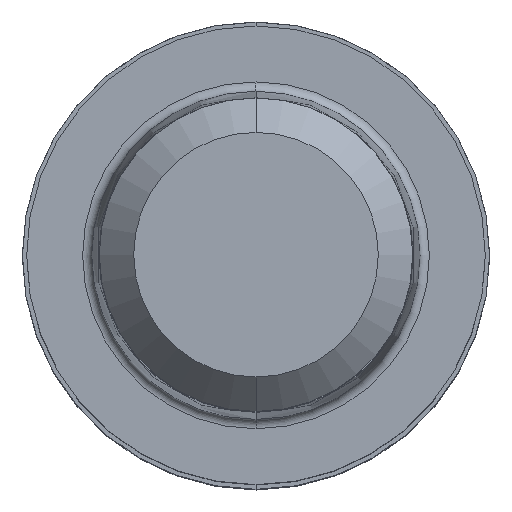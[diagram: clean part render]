
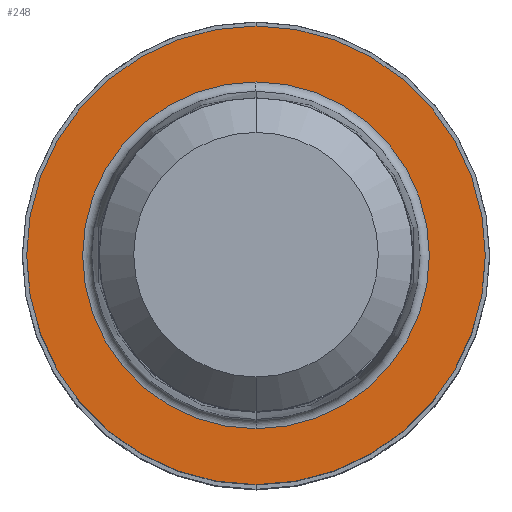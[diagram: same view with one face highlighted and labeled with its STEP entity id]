
A CAD part, top view. The second image highlights one B-rep face of the part: STEP entity #248.
In plain terms, the highlighted planar face has unit normal (0, 0, 1).
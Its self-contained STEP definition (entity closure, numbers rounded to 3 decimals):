
#218=EDGE_CURVE('',#420,#376,#514,.T.);
#220=EDGE_CURVE('',#376,#420,#516,.T.);
#248=ADVANCED_FACE('',(#546,#547),#548,.T.);
#262=EDGE_CURVE('',#344,#312,#563,.T.);
#282=EDGE_CURVE('',#312,#344,#584,.T.);
#312=VERTEX_POINT('',#618);
#344=VERTEX_POINT('',#654);
#376=VERTEX_POINT('',#694);
#420=VERTEX_POINT('',#745);
#514=CIRCLE('',#850,7.85);
#516=CIRCLE('',#853,7.85);
#546=FACE_OUTER_BOUND('',#893,.T.);
#547=FACE_BOUND('',#894,.T.);
#548=PLANE('',#895);
#563=CIRCLE('',#916,5.935);
#584=CIRCLE('',#943,5.935);
#618=CARTESIAN_POINT('',(0.0,5.935,0.01));
#654=CARTESIAN_POINT('',(0.,-5.935,0.01));
#694=CARTESIAN_POINT('',(0.,-7.85,0.01));
#745=CARTESIAN_POINT('',(0.0,7.85,0.01));
#850=AXIS2_PLACEMENT_3D('',#1247,#1248,#1249);
#853=AXIS2_PLACEMENT_3D('',#1250,#1251,#1252);
#893=EDGE_LOOP('',(#1285,#1286));
#894=EDGE_LOOP('',(#1287,#1288));
#895=AXIS2_PLACEMENT_3D('',#1289,#1290,#1291);
#916=AXIS2_PLACEMENT_3D('',#1305,#1306,#1307);
#943=AXIS2_PLACEMENT_3D('',#1326,#1327,#1328);
#1247=CARTESIAN_POINT('',(0.0,0.0,0.01));
#1248=DIRECTION('',(0.0,0.0,-1.0));
#1249=DIRECTION('',(0.0,1.0,0.0));
#1250=CARTESIAN_POINT('',(0.0,0.0,0.01));
#1251=DIRECTION('',(0.0,0.0,-1.0));
#1252=DIRECTION('',(0.0,1.0,0.0));
#1285=ORIENTED_EDGE('',*,*,#218,.F.);
#1286=ORIENTED_EDGE('',*,*,#220,.F.);
#1287=ORIENTED_EDGE('',*,*,#282,.T.);
#1288=ORIENTED_EDGE('',*,*,#262,.T.);
#1289=CARTESIAN_POINT('',(0.0,3.925,0.01));
#1290=DIRECTION('',(-0.0,0.0,1.0));
#1291=DIRECTION('',(0.0,-1.0,0.0));
#1305=CARTESIAN_POINT('',(0.0,0.0,0.01));
#1306=DIRECTION('',(0.0,0.0,-1.0));
#1307=DIRECTION('',(0.0,1.0,0.0));
#1326=CARTESIAN_POINT('',(0.0,0.0,0.01));
#1327=DIRECTION('',(0.0,0.0,-1.0));
#1328=DIRECTION('',(0.0,1.0,0.0));
